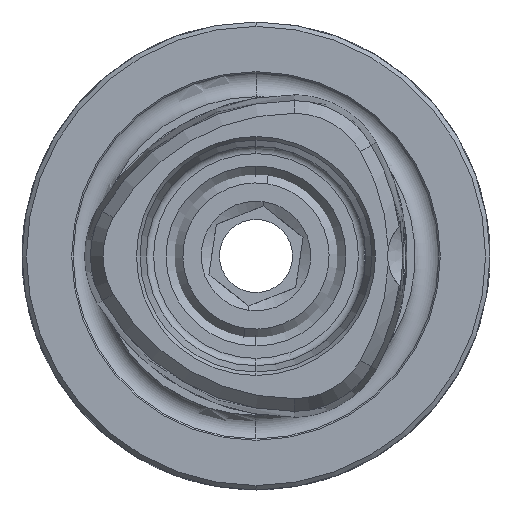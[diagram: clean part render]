
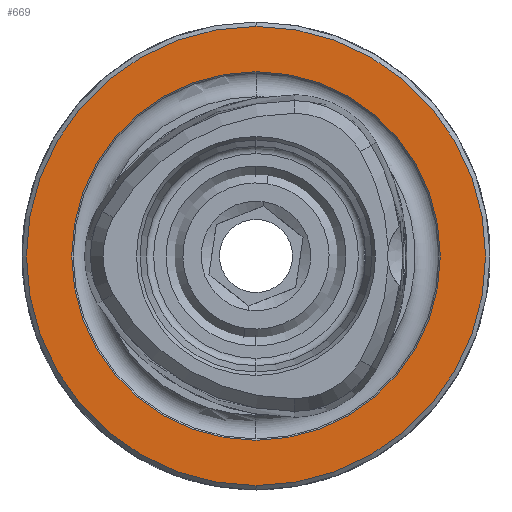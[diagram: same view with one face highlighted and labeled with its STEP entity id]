
A CAD part, left-side view. The second image highlights one B-rep face of the part: STEP entity #669.
In plain terms, the highlighted planar face has unit normal (-1, 0, 0).
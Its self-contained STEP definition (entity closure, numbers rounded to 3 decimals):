
#106 = DIRECTION ( 'NONE',  ( 1., 0., 0. ) ) ;
#230 = EDGE_CURVE ( 'NONE', #2681, #1941, #4227, .T. ) ;
#343 = FACE_OUTER_BOUND ( 'NONE', #5696, .T. ) ;
#529 = CARTESIAN_POINT ( 'NONE',  ( 0., 0., 0. ) ) ;
#669 = ADVANCED_FACE ( 'NONE', ( #4465, #343 ), #723, .F. ) ;
#707 = VERTEX_POINT ( 'NONE', #1371 ) ;
#723 = PLANE ( 'NONE',  #5383 ) ;
#761 = CARTESIAN_POINT ( 'NONE',  ( 0., 0., 0. ) ) ;
#994 = EDGE_CURVE ( 'NONE', #1941, #2681, #6601, .T. ) ;
#1175 = DIRECTION ( 'NONE',  ( 0., 0., 1. ) ) ;
#1371 = CARTESIAN_POINT ( 'NONE',  ( 0., 0., 12.6 ) ) ;
#1464 = CARTESIAN_POINT ( 'NONE',  ( 0., 0., 15.7 ) ) ;
#1599 = CARTESIAN_POINT ( 'NONE',  ( 0., 0., -12.6 ) ) ;
#1620 = DIRECTION ( 'NONE',  ( 0., 0., 1. ) ) ;
#1716 = CIRCLE ( 'NONE', #4401, 12.6 ) ;
#1794 = CARTESIAN_POINT ( 'NONE',  ( 0., 12.6, 0. ) ) ;
#1941 = VERTEX_POINT ( 'NONE', #1464 ) ;
#2020 = ORIENTED_EDGE ( 'NONE', *, *, #6614, .F. ) ;
#2295 = CARTESIAN_POINT ( 'NONE',  ( 0., 0., 0. ) ) ;
#2434 = DIRECTION ( 'NONE',  ( -1., 0., 0. ) ) ;
#2664 = ORIENTED_EDGE ( 'NONE', *, *, #994, .T. ) ;
#2681 = VERTEX_POINT ( 'NONE', #7331 ) ;
#3615 = ORIENTED_EDGE ( 'NONE', *, *, #230, .T. ) ;
#3928 = DIRECTION ( 'NONE',  ( -1., 0., 0. ) ) ;
#4158 = CIRCLE ( 'NONE', #5681, 12.6 ) ;
#4182 = VERTEX_POINT ( 'NONE', #1599 ) ;
#4227 = CIRCLE ( 'NONE', #6789, 15.7 ) ;
#4319 = AXIS2_PLACEMENT_3D ( 'NONE', #761, #2434, #5825 ) ;
#4401 = AXIS2_PLACEMENT_3D ( 'NONE', #5251, #4609, #1175 ) ;
#4465 = FACE_BOUND ( 'NONE', #5641, .T. ) ;
#4528 = DIRECTION ( 'NONE',  ( 0., 0., 1. ) ) ;
#4609 = DIRECTION ( 'NONE',  ( -1., 0., 0. ) ) ;
#4676 = EDGE_CURVE ( 'NONE', #707, #4182, #4158, .T. ) ;
#4701 = DIRECTION ( 'NONE',  ( 0., 0., -1. ) ) ;
#4991 = ORIENTED_EDGE ( 'NONE', *, *, #4676, .F. ) ;
#5251 = CARTESIAN_POINT ( 'NONE',  ( 0., 0., 0. ) ) ;
#5383 = AXIS2_PLACEMENT_3D ( 'NONE', #1794, #106, #4701 ) ;
#5641 = EDGE_LOOP ( 'NONE', ( #4991, #2020 ) ) ;
#5681 = AXIS2_PLACEMENT_3D ( 'NONE', #529, #7404, #4528 ) ;
#5696 = EDGE_LOOP ( 'NONE', ( #3615, #2664 ) ) ;
#5825 = DIRECTION ( 'NONE',  ( 0., 0., 1. ) ) ;
#6601 = CIRCLE ( 'NONE', #4319, 15.7 ) ;
#6614 = EDGE_CURVE ( 'NONE', #4182, #707, #1716, .T. ) ;
#6789 = AXIS2_PLACEMENT_3D ( 'NONE', #2295, #3928, #1620 ) ;
#7331 = CARTESIAN_POINT ( 'NONE',  ( 0., 0., -15.7 ) ) ;
#7404 = DIRECTION ( 'NONE',  ( -1., 0., 0. ) ) ;
